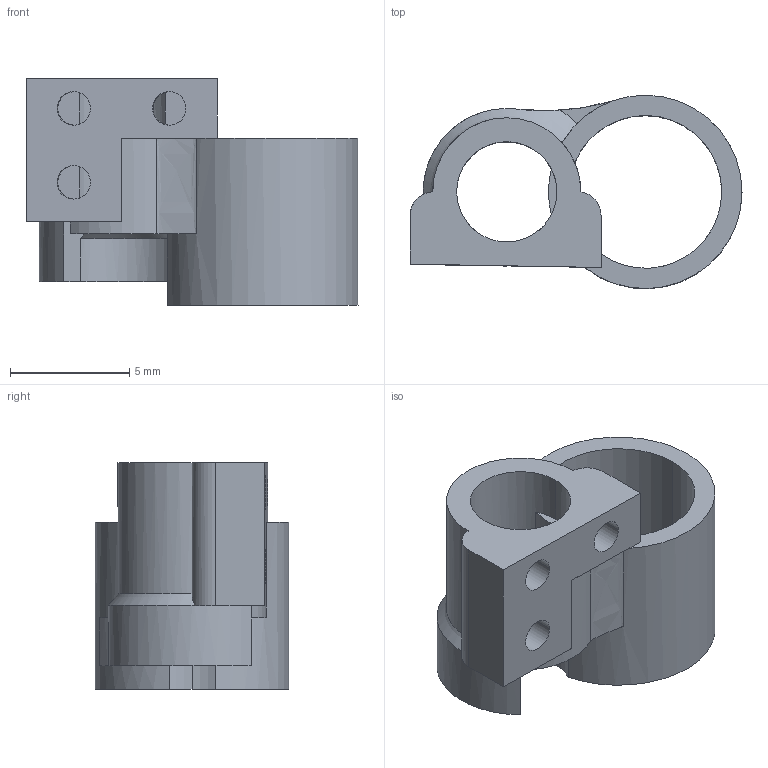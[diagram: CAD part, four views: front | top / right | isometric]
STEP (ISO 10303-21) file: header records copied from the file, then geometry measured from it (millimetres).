
FILE_DESCRIPTION (( 'STEP AP203' ), '1' );
FILE_NAME ('New_mount_2_Hole.STEP', '2022-08-29T12:36:32', ( '' ), ( '' ), 'SwSTEP 2.0', 'SolidWorks 2022', '' );
FILE_SCHEMA (( 'CONFIG_CONTROL_DESIGN' ));
Length unit declared in the file: millimetre
Products named in the file (1): New_mount_2_Hole
Bounding box: 13.9 x 8.1 x 9.5 mm (x, y, z)
Volume: 284.4 mm3; surface area: 662.1 mm2
Topology: 1 solids, 1 shells, 41 faces, 121 edges, 80 vertices
Faces by surface type: cylinder 20, plane 18, bspline 3
Entity records: 1936 total; most frequent: CARTESIAN_POINT 743, ORIENTED_EDGE 242, DIRECTION 232, EDGE_CURVE 121, AXIS2_PLACEMENT_3D 93, VERTEX_POINT 80, CIRCLE 54, EDGE_LOOP 49
